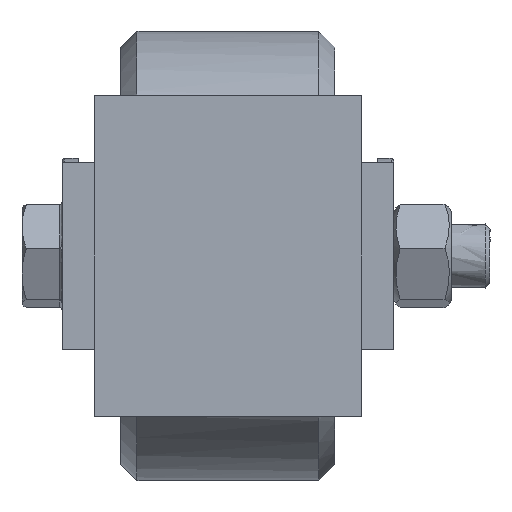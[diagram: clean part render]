
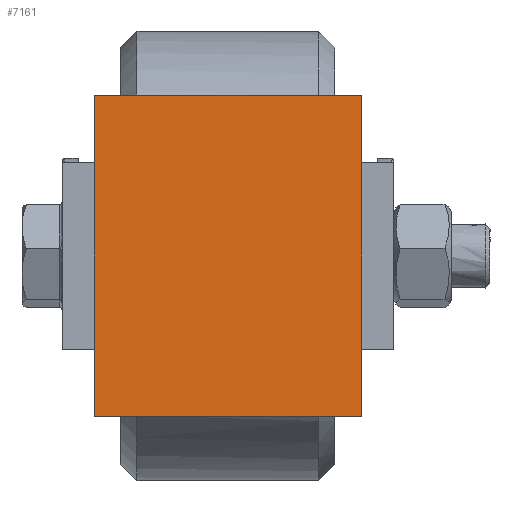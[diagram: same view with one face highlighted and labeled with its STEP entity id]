
A CAD part, front view. The second image highlights one B-rep face of the part: STEP entity #7161.
In plain terms, the highlighted free-form (B-spline) face has degree [1, 1] with [2, 2] control points.
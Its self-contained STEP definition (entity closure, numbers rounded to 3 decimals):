
#6611 = VERTEX_POINT('',#6612);
#6612 = CARTESIAN_POINT('',(77.465,-75.475,
    41.499));
#6617 = EDGE_CURVE('',#6618,#6611,#6620,.T.);
#6618 = VERTEX_POINT('',#6619);
#6619 = CARTESIAN_POINT('',(77.465,-75.475,
    -41.499));
#6620 = B_SPLINE_CURVE_WITH_KNOTS('',1,(#6621,#6622),.UNSPECIFIED.,.F.,
  .F.,(2,2),(0.,60.),.PIECEWISE_BEZIER_KNOTS.);
#6621 = CARTESIAN_POINT('',(77.465,-75.475,
    -41.499));
#6622 = CARTESIAN_POINT('',(77.465,-75.475,
    41.499));
#6710 = VERTEX_POINT('',#6711);
#6711 = CARTESIAN_POINT('',(8.3,-75.475,
    41.499));
#6716 = EDGE_CURVE('',#6611,#6710,#6717,.T.);
#6717 = B_SPLINE_CURVE_WITH_KNOTS('',1,(#6718,#6719),.UNSPECIFIED.,.F.,
  .F.,(2,2),(0.,50.),.PIECEWISE_BEZIER_KNOTS.);
#6718 = CARTESIAN_POINT('',(77.465,-75.475,
    41.499));
#6719 = CARTESIAN_POINT('',(8.3,-75.475,
    41.499));
#6771 = VERTEX_POINT('',#6772);
#6772 = CARTESIAN_POINT('',(8.3,-75.475,
    -41.499));
#6777 = EDGE_CURVE('',#6771,#6710,#6778,.T.);
#6778 = B_SPLINE_CURVE_WITH_KNOTS('',1,(#6779,#6780),.UNSPECIFIED.,.F.,
  .F.,(2,2),(0.,60.),.PIECEWISE_BEZIER_KNOTS.);
#6779 = CARTESIAN_POINT('',(8.3,-75.475,
    -41.499));
#6780 = CARTESIAN_POINT('',(8.3,-75.475,
    41.499));
#7074 = EDGE_CURVE('',#6771,#6618,#7075,.T.);
#7075 = B_SPLINE_CURVE_WITH_KNOTS('',1,(#7076,#7077),.UNSPECIFIED.,.F.,
  .F.,(2,2),(0.,50.),.PIECEWISE_BEZIER_KNOTS.);
#7076 = CARTESIAN_POINT('',(8.3,-75.475,
    -41.499));
#7077 = CARTESIAN_POINT('',(77.465,-75.475,
    -41.499));
#7161 = ADVANCED_FACE('',(#7162),#7168,.T.);
#7162 = FACE_BOUND('',#7163,.T.);
#7163 = EDGE_LOOP('',(#7164,#7165,#7166,#7167));
#7164 = ORIENTED_EDGE('',*,*,#6716,.T.);
#7165 = ORIENTED_EDGE('',*,*,#6777,.F.);
#7166 = ORIENTED_EDGE('',*,*,#7074,.T.);
#7167 = ORIENTED_EDGE('',*,*,#6617,.T.);
#7168 = B_SPLINE_SURFACE_WITH_KNOTS('',1,1,(
    (#7169,#7170)
    ,(#7171,#7172
    )),.UNSPECIFIED.,.F.,.F.,.F.,(2,2),(2,2),(-30.,30.),(0.,50.),
  .PIECEWISE_BEZIER_KNOTS.);
#7169 = CARTESIAN_POINT('',(77.465,-75.475,
    -41.499));
#7170 = CARTESIAN_POINT('',(8.3,-75.475,
    -41.499));
#7171 = CARTESIAN_POINT('',(77.465,-75.475,
    41.499));
#7172 = CARTESIAN_POINT('',(8.3,-75.475,
    41.499));
